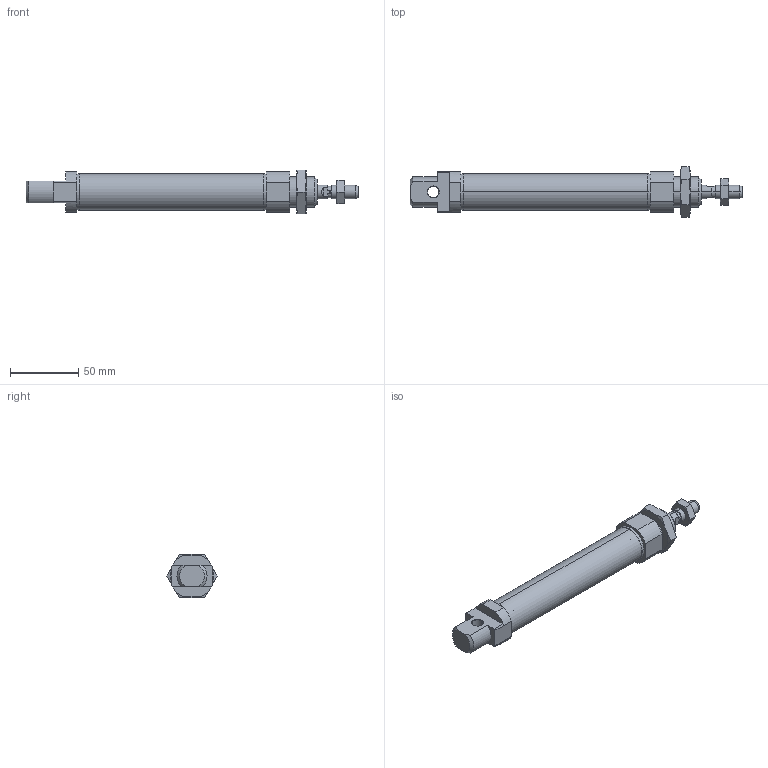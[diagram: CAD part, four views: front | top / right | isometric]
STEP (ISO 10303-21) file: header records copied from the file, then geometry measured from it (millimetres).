
FILE_DESCRIPTION (( 'STEP AP203' ), '1' );
FILE_NAME ('1120250100XP.step', '2025-05-29T12:44:37', ( '' ), ( '' ), 'SwSTEP 2.0', 'SolidWorks 2024', '' );
FILE_SCHEMA (( 'CONFIG_CONTROL_DESIGN' ));
Length unit declared in the file: millimetre
Products named in the file (3): 1120250100XP_ROD; 1120250100XP; 1120250100XP_BODY
Assembly tree (2 placements, depth 2):
  1120250100XP
    1120250100XP_BODY
    1120250100XP_ROD
Bounding box: 243 x 36.95 x 32 mm (x, y, z)
Volume: 78620.7 mm3; surface area: 45884.7 mm2
Topology: 6 solids, 6 shells, 144 faces, 328 edges, 204 vertices
Faces by surface type: plane 54, cone 46, cylinder 44
Entity records: 4545 total; most frequent: CARTESIAN_POINT 985, DIRECTION 708, ORIENTED_EDGE 656, EDGE_CURVE 328, AXIS2_PLACEMENT_3D 289, VERTEX_POINT 204, EDGE_LOOP 164, ADVANCED_FACE 144
